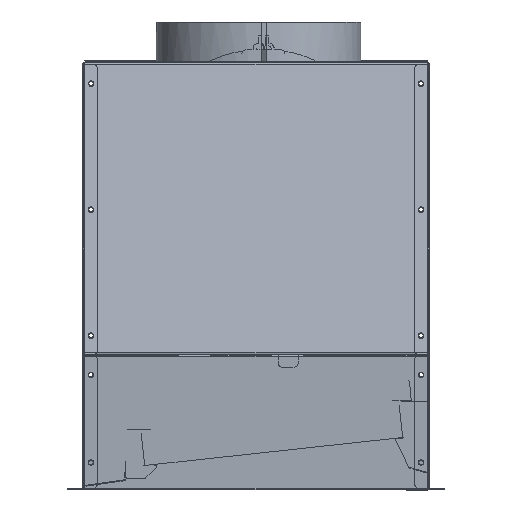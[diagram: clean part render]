
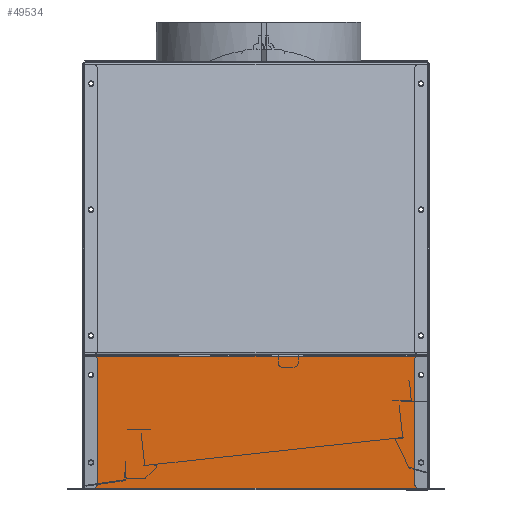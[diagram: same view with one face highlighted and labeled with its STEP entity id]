
A CAD part, top view. The second image highlights one B-rep face of the part: STEP entity #49534.
In plain terms, the highlighted planar face has unit normal (0, -0.002, 1).
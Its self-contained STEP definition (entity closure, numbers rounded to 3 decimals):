
#438 = EDGE_CURVE ( 'NONE', #57184, #42945, #53619, .T. ) ;
#2168 = ORIENTED_EDGE ( 'NONE', *, *, #76004, .F. ) ;
#2386 = AXIS2_PLACEMENT_3D ( 'NONE', #67511, #50594, #85032 ) ;
#2789 = EDGE_LOOP ( 'NONE', ( #14963, #28659 ) ) ;
#4522 = DIRECTION ( 'NONE',  ( 0., -0.002, 1. ) ) ;
#5156 = DIRECTION ( 'NONE',  ( 0., -0.002, 1. ) ) ;
#5788 = CARTESIAN_POINT ( 'NONE',  ( -214.678, -552.775, 1847.213 ) ) ;
#5836 = CARTESIAN_POINT ( 'NONE',  ( -212.928, -487.145, 1847.348 ) ) ;
#10606 = ORIENTED_EDGE ( 'NONE', *, *, #91587, .F. ) ;
#10699 = CARTESIAN_POINT ( 'NONE',  ( -219.178, -473.156, 1847.376 ) ) ;
#10875 = CARTESIAN_POINT ( 'NONE',  ( -214.678, -487.145, 1847.348 ) ) ;
#10898 = VECTOR ( 'NONE', #19906, 1000. ) ;
#12735 = DIRECTION ( 'NONE',  ( 0., -0.002, 1. ) ) ;
#12878 = CIRCLE ( 'NONE', #94195, 1.75 ) ;
#14963 = ORIENTED_EDGE ( 'NONE', *, *, #73503, .F. ) ;
#15181 = EDGE_LOOP ( 'NONE', ( #72226, #39964 ) ) ;
#18612 = VERTEX_POINT ( 'NONE', #55650 ) ;
#18712 = DIRECTION ( 'NONE',  ( 0., -0.002, 1. ) ) ;
#19906 = DIRECTION ( 'NONE',  ( -1., 0., 0. ) ) ;
#21291 = PLANE ( 'NONE',  #82077 ) ;
#21469 = DIRECTION ( 'NONE',  ( 0., 1., 0.002 ) ) ;
#22980 = EDGE_CURVE ( 'NONE', #18612, #39623, #102579, .T. ) ;
#23073 = CARTESIAN_POINT ( 'NONE',  ( 34.872, -552.775, 1847.213 ) ) ;
#24375 = CARTESIAN_POINT ( 'NONE',  ( 33.122, -552.775, 1847.213 ) ) ;
#24435 = ORIENTED_EDGE ( 'NONE', *, *, #438, .F. ) ;
#24945 = CARTESIAN_POINT ( 'NONE',  ( -214.678, -487.145, 1847.348 ) ) ;
#25642 = ORIENTED_EDGE ( 'NONE', *, *, #71936, .F. ) ;
#28659 = ORIENTED_EDGE ( 'NONE', *, *, #54333, .F. ) ;
#29116 = CARTESIAN_POINT ( 'NONE',  ( 37.622, -572.175, 1847.173 ) ) ;
#29738 = VECTOR ( 'NONE', #35675, 1000. ) ;
#30225 = DIRECTION ( 'NONE',  ( 0., -0.002, 1. ) ) ;
#30301 = FACE_BOUND ( 'NONE', #2789, .T. ) ;
#30574 = CARTESIAN_POINT ( 'NONE',  ( -212.928, -552.775, 1847.213 ) ) ;
#31291 = VERTEX_POINT ( 'NONE', #79044 ) ;
#33004 = CIRCLE ( 'NONE', #56719, 1.75 ) ;
#33932 = DIRECTION ( 'NONE',  ( 1., 0., 0. ) ) ;
#33981 = LINE ( 'NONE', #82330, #55160 ) ;
#34403 = EDGE_CURVE ( 'NONE', #51082, #96333, #35793, .T. ) ;
#35578 = EDGE_CURVE ( 'NONE', #89158, #31291, #64314, .T. ) ;
#35675 = DIRECTION ( 'NONE',  ( -1., 0., 0. ) ) ;
#35793 = LINE ( 'NONE', #100607, #10898 ) ;
#39623 = VERTEX_POINT ( 'NONE', #10699 ) ;
#39840 = CARTESIAN_POINT ( 'NONE',  ( 37.622, -572.175, 1847.173 ) ) ;
#39964 = ORIENTED_EDGE ( 'NONE', *, *, #97210, .F. ) ;
#42945 = VERTEX_POINT ( 'NONE', #58799 ) ;
#44903 = DIRECTION ( 'NONE',  ( 1., 0., 0. ) ) ;
#46448 = LINE ( 'NONE', #78798, #74327 ) ;
#46542 = CIRCLE ( 'NONE', #2386, 1.75 ) ;
#46801 = AXIS2_PLACEMENT_3D ( 'NONE', #10875, #98472, #90977 ) ;
#49534 = ADVANCED_FACE ( 'NONE', ( #30301, #70626, #94497, #86548, #104097 ), #21291, .F. ) ;
#50594 = DIRECTION ( 'NONE',  ( 0., -0.002, 1. ) ) ;
#50806 = AXIS2_PLACEMENT_3D ( 'NONE', #64429, #5156, #78407 ) ;
#50980 = DIRECTION ( 'NONE',  ( 0., -1., -0.002 ) ) ;
#51082 = VERTEX_POINT ( 'NONE', #29116 ) ;
#52094 = CIRCLE ( 'NONE', #87628, 1.75 ) ;
#52193 = CARTESIAN_POINT ( 'NONE',  ( -214.678, -552.775, 1847.213 ) ) ;
#53619 = CIRCLE ( 'NONE', #46801, 1.75 ) ;
#54333 = EDGE_CURVE ( 'NONE', #75595, #71015, #12878, .T. ) ;
#54639 = DIRECTION ( 'NONE',  ( 1., 0., 0. ) ) ;
#55160 = VECTOR ( 'NONE', #50980, 1000. ) ;
#55650 = CARTESIAN_POINT ( 'NONE',  ( 37.622, -473.156, 1847.376 ) ) ;
#56719 = AXIS2_PLACEMENT_3D ( 'NONE', #84186, #4522, #44903 ) ;
#56806 = DIRECTION ( 'NONE',  ( -1., 0., 0. ) ) ;
#57184 = VERTEX_POINT ( 'NONE', #5836 ) ;
#57293 = EDGE_CURVE ( 'NONE', #42945, #57184, #81223, .T. ) ;
#58799 = CARTESIAN_POINT ( 'NONE',  ( -216.428, -487.145, 1847.348 ) ) ;
#59034 = DIRECTION ( 'NONE',  ( 1., 0., 0. ) ) ;
#60509 = DIRECTION ( 'NONE',  ( 1., 0., 0. ) ) ;
#60730 = ORIENTED_EDGE ( 'NONE', *, *, #22980, .T. ) ;
#61173 = CARTESIAN_POINT ( 'NONE',  ( 37.622, -473.156, 1847.376 ) ) ;
#61697 = EDGE_LOOP ( 'NONE', ( #60730, #2168, #86773, #25642 ) ) ;
#62302 = AXIS2_PLACEMENT_3D ( 'NONE', #24945, #91182, #33932 ) ;
#64114 = EDGE_CURVE ( 'NONE', #67749, #75142, #33004, .T. ) ;
#64314 = CIRCLE ( 'NONE', #50806, 1.75 ) ;
#64429 = CARTESIAN_POINT ( 'NONE',  ( 33.122, -552.775, 1847.213 ) ) ;
#67511 = CARTESIAN_POINT ( 'NONE',  ( 33.122, -487.145, 1847.348 ) ) ;
#67749 = VERTEX_POINT ( 'NONE', #68293 ) ;
#68293 = CARTESIAN_POINT ( 'NONE',  ( 34.872, -487.145, 1847.348 ) ) ;
#68469 = ORIENTED_EDGE ( 'NONE', *, *, #35578, .F. ) ;
#70626 = FACE_BOUND ( 'NONE', #81754, .T. ) ;
#71015 = VERTEX_POINT ( 'NONE', #30574 ) ;
#71936 = EDGE_CURVE ( 'NONE', #18612, #51082, #33981, .T. ) ;
#72226 = ORIENTED_EDGE ( 'NONE', *, *, #64114, .F. ) ;
#73503 = EDGE_CURVE ( 'NONE', #71015, #75595, #52094, .T. ) ;
#74327 = VECTOR ( 'NONE', #21469, 1000. ) ;
#75142 = VERTEX_POINT ( 'NONE', #91529 ) ;
#75595 = VERTEX_POINT ( 'NONE', #104668 ) ;
#76004 = EDGE_CURVE ( 'NONE', #96333, #39623, #46448, .T. ) ;
#78407 = DIRECTION ( 'NONE',  ( 1., 0., 0. ) ) ;
#78798 = CARTESIAN_POINT ( 'NONE',  ( -219.178, -472.556, 1847.378 ) ) ;
#79044 = CARTESIAN_POINT ( 'NONE',  ( 31.372, -552.775, 1847.213 ) ) ;
#81223 = CIRCLE ( 'NONE', #62302, 1.75 ) ;
#81754 = EDGE_LOOP ( 'NONE', ( #24435, #102480 ) ) ;
#82077 = AXIS2_PLACEMENT_3D ( 'NONE', #39840, #88117, #56806 ) ;
#82330 = CARTESIAN_POINT ( 'NONE',  ( 37.622, -472.556, 1847.378 ) ) ;
#84186 = CARTESIAN_POINT ( 'NONE',  ( 33.122, -487.145, 1847.348 ) ) ;
#84441 = EDGE_LOOP ( 'NONE', ( #68469, #10606 ) ) ;
#85032 = DIRECTION ( 'NONE',  ( 1., 0., 0. ) ) ;
#86548 = FACE_BOUND ( 'NONE', #15181, .T. ) ;
#86773 = ORIENTED_EDGE ( 'NONE', *, *, #34403, .F. ) ;
#87628 = AXIS2_PLACEMENT_3D ( 'NONE', #5788, #12735, #60509 ) ;
#88117 = DIRECTION ( 'NONE',  ( 0., 0.002, -1. ) ) ;
#88267 = CIRCLE ( 'NONE', #95081, 1.75 ) ;
#89158 = VERTEX_POINT ( 'NONE', #23073 ) ;
#90977 = DIRECTION ( 'NONE',  ( 1., 0., 0. ) ) ;
#91182 = DIRECTION ( 'NONE',  ( 0., -0.002, 1. ) ) ;
#91529 = CARTESIAN_POINT ( 'NONE',  ( 31.372, -487.145, 1847.348 ) ) ;
#91587 = EDGE_CURVE ( 'NONE', #31291, #89158, #88267, .T. ) ;
#94195 = AXIS2_PLACEMENT_3D ( 'NONE', #52193, #18712, #59034 ) ;
#94497 = FACE_BOUND ( 'NONE', #84441, .T. ) ;
#95081 = AXIS2_PLACEMENT_3D ( 'NONE', #24375, #30225, #54639 ) ;
#96333 = VERTEX_POINT ( 'NONE', #96626 ) ;
#96626 = CARTESIAN_POINT ( 'NONE',  ( -219.178, -572.175, 1847.173 ) ) ;
#97210 = EDGE_CURVE ( 'NONE', #75142, #67749, #46542, .T. ) ;
#98472 = DIRECTION ( 'NONE',  ( 0., -0.002, 1. ) ) ;
#100607 = CARTESIAN_POINT ( 'NONE',  ( 37.622, -572.175, 1847.173 ) ) ;
#102480 = ORIENTED_EDGE ( 'NONE', *, *, #57293, .F. ) ;
#102579 = LINE ( 'NONE', #61173, #29738 ) ;
#104097 = FACE_OUTER_BOUND ( 'NONE', #61697, .T. ) ;
#104668 = CARTESIAN_POINT ( 'NONE',  ( -216.428, -552.775, 1847.213 ) ) ;
